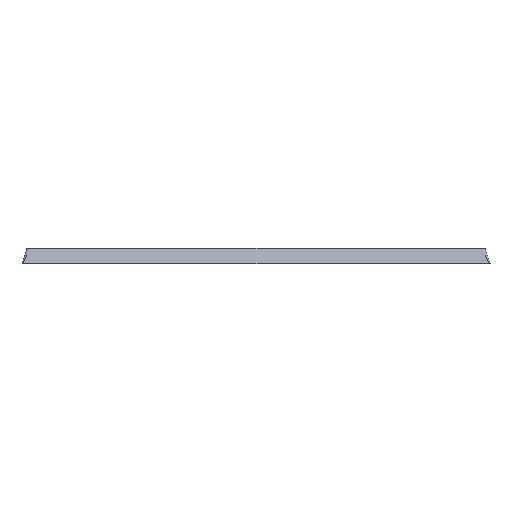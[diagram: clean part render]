
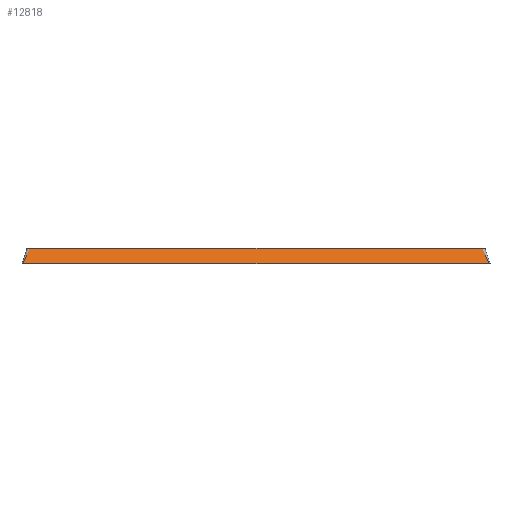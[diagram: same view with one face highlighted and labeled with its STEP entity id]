
A CAD part, top view. The second image highlights one B-rep face of the part: STEP entity #12818.
In plain terms, the highlighted planar face has unit normal (0, 0.342, 0.94).
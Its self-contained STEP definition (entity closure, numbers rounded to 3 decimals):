
#316 = EDGE_CURVE ( 'NONE', #8376, #21196, #11961, .T. ) ;
#374 = VERTEX_POINT ( 'NONE', #5209 ) ;
#580 = CARTESIAN_POINT ( 'NONE',  ( 282.218, 4.575, -1.665 ) ) ;
#731 = VECTOR ( 'NONE', #28030, 1000. ) ;
#3211 = EDGE_CURVE ( 'NONE', #374, #25045, #11142, .T. ) ;
#3212 = CARTESIAN_POINT ( 'NONE',  ( 282.96, 3.049, -1.11 ) ) ;
#3682 = CARTESIAN_POINT ( 'NONE',  ( 3.195, 5.834, -2.123 ) ) ;
#3814 = FACE_OUTER_BOUND ( 'NONE', #19914, .T. ) ;
#3971 = CARTESIAN_POINT ( 'NONE',  ( 4.373, 8.231, -2.996 ) ) ;
#4249 = CARTESIAN_POINT ( 'NONE',  ( 4.855, 8.87, -3.228 ) ) ;
#4795 = B_SPLINE_CURVE_WITH_KNOTS ( 'NONE', 3,
 ( #26051, #3971, #10698, #3682, #19034, #12605, #8076, #16984, #23847, #17259, #8509, #15082, #26186 ),
 .UNSPECIFIED., .F., .F.,
 ( 4, 1, 1, 1, 1, 2, 2, 1, 4 ),
 ( 0.042, 0.281, 0.401, 0.461, 0.491, 0.498, 0.506, 0.521, 1. ),
 .UNSPECIFIED. ) ;
#5209 = CARTESIAN_POINT ( 'NONE',  ( 280.11, 8.87, -3.228 ) ) ;
#5554 = CARTESIAN_POINT ( 'NONE',  ( 283.692, 1.53, -0.557 ) ) ;
#5571 = DIRECTION ( 'NONE',  ( 0., 0.342, 0.94 ) ) ;
#5870 = CARTESIAN_POINT ( 'NONE',  ( 0., 0., 0. ) ) ;
#7329 = CARTESIAN_POINT ( 'NONE',  ( 281.953, 5.12, -1.863 ) ) ;
#7610 = CARTESIAN_POINT ( 'NONE',  ( 280.11, 8.87, -3.228 ) ) ;
#8076 = CARTESIAN_POINT ( 'NONE',  ( 2.617, 4.648, -1.692 ) ) ;
#8376 = VERTEX_POINT ( 'NONE', #15255 ) ;
#8509 = CARTESIAN_POINT ( 'NONE',  ( 1.841, 3.05, -1.11 ) ) ;
#9522 = CARTESIAN_POINT ( 'NONE',  ( 282.183, 4.648, -1.692 ) ) ;
#9916 = AXIS2_PLACEMENT_3D ( 'NONE', #5870, #5571, #23409 ) ;
#10698 = CARTESIAN_POINT ( 'NONE',  ( 3.859, 7.191, -2.617 ) ) ;
#11142 = LINE ( 'NONE', #4249, #27679 ) ;
#11961 = LINE ( 'NONE', #20976, #731 ) ;
#12605 = CARTESIAN_POINT ( 'NONE',  ( 2.681, 4.78, -1.74 ) ) ;
#12818 = ADVANCED_FACE ( 'NONE', ( #3814 ), #25459, .T. ) ;
#14048 = CARTESIAN_POINT ( 'NONE',  ( 280.427, 8.231, -2.996 ) ) ;
#14479 = CARTESIAN_POINT ( 'NONE',  ( 282.251, 4.508, -1.641 ) ) ;
#15082 = CARTESIAN_POINT ( 'NONE',  ( 1.108, 1.53, -0.557 ) ) ;
#15255 = CARTESIAN_POINT ( 'NONE',  ( 0.376, 0., 0. ) ) ;
#16235 = CARTESIAN_POINT ( 'NONE',  ( 281.605, 5.834, -2.123 ) ) ;
#16984 = CARTESIAN_POINT ( 'NONE',  ( 2.591, 4.595, -1.672 ) ) ;
#17259 = CARTESIAN_POINT ( 'NONE',  ( 2.549, 4.508, -1.641 ) ) ;
#18852 = CARTESIAN_POINT ( 'NONE',  ( 284.424, 0., 0. ) ) ;
#18965 = ORIENTED_EDGE ( 'NONE', *, *, #316, .T. ) ;
#19034 = CARTESIAN_POINT ( 'NONE',  ( 2.847, 5.12, -1.863 ) ) ;
#19914 = EDGE_LOOP ( 'NONE', ( #20494, #28121, #25047, #18965 ) ) ;
#20494 = ORIENTED_EDGE ( 'NONE', *, *, #28379, .T. ) ;
#20694 = EDGE_CURVE ( 'NONE', #25045, #8376, #4795, .T. ) ;
#20976 = CARTESIAN_POINT ( 'NONE',  ( 0., 0., 0. ) ) ;
#21196 = VERTEX_POINT ( 'NONE', #18852 ) ;
#21703 = B_SPLINE_CURVE_WITH_KNOTS ( 'NONE', 3,
 ( #22812, #5554, #3212, #14479, #580, #27799, #9522, #27357, #7329, #16235, #25154, #14048, #7610 ),
 .UNSPECIFIED., .F., .F.,
 ( 4, 1, 2, 2, 1, 1, 1, 1, 4 ),
 ( 0., 0.479, 0.494, 0.502, 0.509, 0.539, 0.599, 0.719, 0.958 ),
 .UNSPECIFIED. ) ;
#22097 = DIRECTION ( 'NONE',  ( -1., 0., 0. ) ) ;
#22812 = CARTESIAN_POINT ( 'NONE',  ( 284.424, 0., 0. ) ) ;
#23409 = DIRECTION ( 'NONE',  ( 0., -0.94, 0.342 ) ) ;
#23847 = CARTESIAN_POINT ( 'NONE',  ( 2.582, 4.575, -1.665 ) ) ;
#24045 = CARTESIAN_POINT ( 'NONE',  ( 4.69, 8.87, -3.228 ) ) ;
#25045 = VERTEX_POINT ( 'NONE', #24045 ) ;
#25047 = ORIENTED_EDGE ( 'NONE', *, *, #20694, .T. ) ;
#25154 = CARTESIAN_POINT ( 'NONE',  ( 280.941, 7.191, -2.617 ) ) ;
#25459 = PLANE ( 'NONE',  #9916 ) ;
#26051 = CARTESIAN_POINT ( 'NONE',  ( 4.69, 8.87, -3.228 ) ) ;
#26186 = CARTESIAN_POINT ( 'NONE',  ( 0.376, 0., 0. ) ) ;
#27357 = CARTESIAN_POINT ( 'NONE',  ( 282.119, 4.78, -1.74 ) ) ;
#27679 = VECTOR ( 'NONE', #22097, 1000. ) ;
#27799 = CARTESIAN_POINT ( 'NONE',  ( 282.208, 4.595, -1.672 ) ) ;
#28030 = DIRECTION ( 'NONE',  ( 1., 0., 0. ) ) ;
#28121 = ORIENTED_EDGE ( 'NONE', *, *, #3211, .T. ) ;
#28379 = EDGE_CURVE ( 'NONE', #21196, #374, #21703, .T. ) ;
